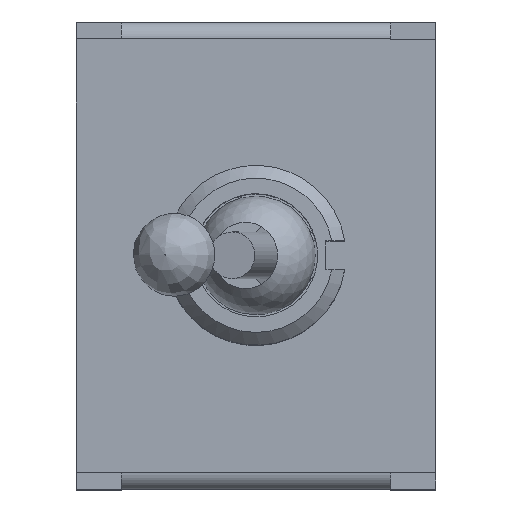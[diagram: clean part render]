
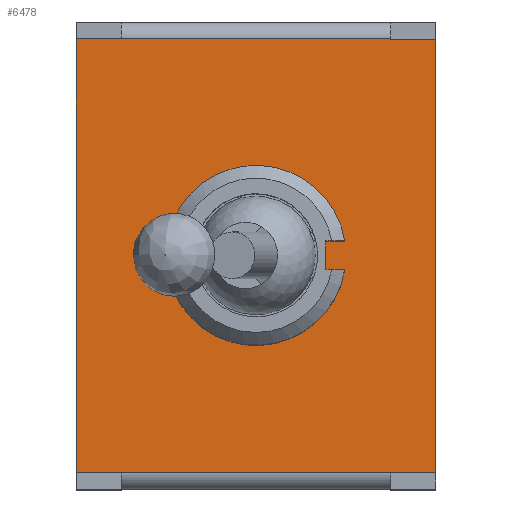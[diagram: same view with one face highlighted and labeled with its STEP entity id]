
A CAD part, top view. The second image highlights one B-rep face of the part: STEP entity #6478.
In plain terms, the highlighted planar face has unit normal (0, 0, 1).
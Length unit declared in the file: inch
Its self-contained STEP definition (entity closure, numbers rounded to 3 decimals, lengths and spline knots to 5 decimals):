
#166=FACE_BOUND('',#665,.T.);
#267=FACE_OUTER_BOUND('',#664,.T.);
#664=EDGE_LOOP('',(#4322,#4323,#4324,#4325,#4326,#4327,#4328,#4329,#4330,
#4331));
#665=EDGE_LOOP('',(#4332,#4333,#4334,#4335));
#1059=LINE('',#9631,#1773);
#1062=LINE('',#9637,#1776);
#1064=LINE('',#9640,#1778);
#1068=LINE('',#9724,#1782);
#1069=LINE('',#9726,#1783);
#1070=LINE('',#9728,#1784);
#1071=LINE('',#9730,#1785);
#1072=LINE('',#9732,#1786);
#1073=LINE('',#9734,#1787);
#1074=LINE('',#9736,#1788);
#1075=LINE('',#9738,#1789);
#1076=LINE('',#9740,#1790);
#1077=LINE('',#9741,#1791);
#1773=VECTOR('',#7560,0.3937);
#1776=VECTOR('',#7565,0.3937);
#1778=VECTOR('',#7569,0.3937);
#1782=VECTOR('',#7619,0.3937);
#1783=VECTOR('',#7620,0.3937);
#1784=VECTOR('',#7621,0.3937);
#1785=VECTOR('',#7622,0.3937);
#1786=VECTOR('',#7623,0.3937);
#1787=VECTOR('',#7624,0.3937);
#1788=VECTOR('',#7625,0.3937);
#1789=VECTOR('',#7626,0.3937);
#1790=VECTOR('',#7627,0.3937);
#1791=VECTOR('',#7628,0.3937);
#2486=CIRCLE('',#6892,0.125);
#2682=VERTEX_POINT('',#9628);
#2683=VERTEX_POINT('',#9630);
#2684=VERTEX_POINT('',#9634);
#2685=VERTEX_POINT('',#9636);
#2696=VERTEX_POINT('',#9722);
#2697=VERTEX_POINT('',#9723);
#2698=VERTEX_POINT('',#9725);
#2699=VERTEX_POINT('',#9727);
#2700=VERTEX_POINT('',#9729);
#2701=VERTEX_POINT('',#9731);
#2702=VERTEX_POINT('',#9733);
#2703=VERTEX_POINT('',#9735);
#2704=VERTEX_POINT('',#9737);
#2705=VERTEX_POINT('',#9739);
#3284=EDGE_CURVE('',#2683,#2682,#1059,.T.);
#3287=EDGE_CURVE('',#2685,#2684,#1062,.T.);
#3289=EDGE_CURVE('',#2684,#2683,#1064,.T.);
#3290=EDGE_CURVE('',#2682,#2685,#2486,.T.);
#3307=EDGE_CURVE('',#2696,#2697,#1068,.T.);
#3308=EDGE_CURVE('',#2698,#2697,#1069,.T.);
#3309=EDGE_CURVE('',#2698,#2699,#1070,.T.);
#3310=EDGE_CURVE('',#2699,#2700,#1071,.T.);
#3311=EDGE_CURVE('',#2701,#2700,#1072,.T.);
#3312=EDGE_CURVE('',#2701,#2702,#1073,.T.);
#3313=EDGE_CURVE('',#2702,#2703,#1074,.T.);
#3314=EDGE_CURVE('',#2703,#2704,#1075,.T.);
#3315=EDGE_CURVE('',#2704,#2705,#1076,.T.);
#3316=EDGE_CURVE('',#2696,#2705,#1077,.T.);
#4322=ORIENTED_EDGE('',*,*,#3307,.T.);
#4323=ORIENTED_EDGE('',*,*,#3308,.F.);
#4324=ORIENTED_EDGE('',*,*,#3309,.T.);
#4325=ORIENTED_EDGE('',*,*,#3310,.T.);
#4326=ORIENTED_EDGE('',*,*,#3311,.F.);
#4327=ORIENTED_EDGE('',*,*,#3312,.T.);
#4328=ORIENTED_EDGE('',*,*,#3313,.T.);
#4329=ORIENTED_EDGE('',*,*,#3314,.T.);
#4330=ORIENTED_EDGE('',*,*,#3315,.T.);
#4331=ORIENTED_EDGE('',*,*,#3316,.F.);
#4332=ORIENTED_EDGE('',*,*,#3287,.T.);
#4333=ORIENTED_EDGE('',*,*,#3289,.T.);
#4334=ORIENTED_EDGE('',*,*,#3284,.T.);
#4335=ORIENTED_EDGE('',*,*,#3290,.T.);
#6218=PLANE('',#6913);
#6478=ADVANCED_FACE('',(#267,#166),#6218,.T.);
#6892=AXIS2_PLACEMENT_3D('',#9642,#7572,#7573);
#6913=AXIS2_PLACEMENT_3D('',#9721,#7617,#7618);
#7560=DIRECTION('',(1.,0.,0.));
#7565=DIRECTION('',(-1.,0.,0.));
#7569=DIRECTION('',(0.,-1.,0.));
#7572=DIRECTION('center_axis',(0.,0.,
-1.));
#7573=DIRECTION('ref_axis',(0.987,0.161,0.));
#7617=DIRECTION('center_axis',(0.,0.,
1.));
#7618=DIRECTION('ref_axis',(1.,0.,0.));
#7619=DIRECTION('',(0.,-1.,0.));
#7620=DIRECTION('',(-1.,0.,0.));
#7621=DIRECTION('',(1.,0.,0.));
#7622=DIRECTION('',(0.,1.,0.));
#7623=DIRECTION('',(1.,0.,0.));
#7624=DIRECTION('',(0.,1.,0.));
#7625=DIRECTION('',(-1.,0.,0.));
#7626=DIRECTION('',(-1.,0.,0.));
#7627=DIRECTION('',(0.,-1.,0.));
#7628=DIRECTION('',(-1.,0.,0.));
#9628=CARTESIAN_POINT('',(0.12338,-0.02008,0.41496));
#9630=CARTESIAN_POINT('',(0.09705,-0.02008,0.41496));
#9631=CARTESIAN_POINT('',(0.04852,-0.02008,0.41496));
#9634=CARTESIAN_POINT('',(0.09705,0.02008,0.41496));
#9636=CARTESIAN_POINT('',(0.12338,0.02008,0.41496));
#9637=CARTESIAN_POINT('',(0.06169,0.02008,0.41496));
#9640=CARTESIAN_POINT('',(0.09705,0.16073,0.41496));
#9642=CARTESIAN_POINT('Origin',(0.,0.,
0.41496));
#9721=CARTESIAN_POINT('Origin',(0.,0.30138,
0.41496));
#9722=CARTESIAN_POINT('',(-0.18701,-0.30098,0.41496));
#9723=CARTESIAN_POINT('',(-0.18701,-0.30138,0.41496));
#9724=CARTESIAN_POINT('',(-0.18701,-0.30138,0.41496));
#9725=CARTESIAN_POINT('',(0.18701,-0.30138,0.41496));
#9726=CARTESIAN_POINT('',(0.,-0.30138,0.41496));
#9727=CARTESIAN_POINT('',(0.25,-0.30138,0.41496));
#9728=CARTESIAN_POINT('',(0.18701,-0.30138,0.41496));
#9729=CARTESIAN_POINT('',(0.25,0.30098,0.41496));
#9730=CARTESIAN_POINT('',(0.25,0.30098,0.41496));
#9731=CARTESIAN_POINT('',(0.18701,0.30098,0.41496));
#9732=CARTESIAN_POINT('',(0.18701,0.30098,0.41496));
#9733=CARTESIAN_POINT('',(0.18701,0.30138,0.41496));
#9734=CARTESIAN_POINT('',(0.18701,-0.30138,0.41496));
#9735=CARTESIAN_POINT('',(-0.18701,0.30138,0.41496));
#9736=CARTESIAN_POINT('',(0.,0.30138,0.41496));
#9737=CARTESIAN_POINT('',(-0.25,0.30138,0.41496));
#9738=CARTESIAN_POINT('',(-0.18701,0.30138,0.41496));
#9739=CARTESIAN_POINT('',(-0.25,-0.30098,0.41496));
#9740=CARTESIAN_POINT('',(-0.25,-0.30098,0.41496));
#9741=CARTESIAN_POINT('',(-0.18701,-0.30098,0.41496));
